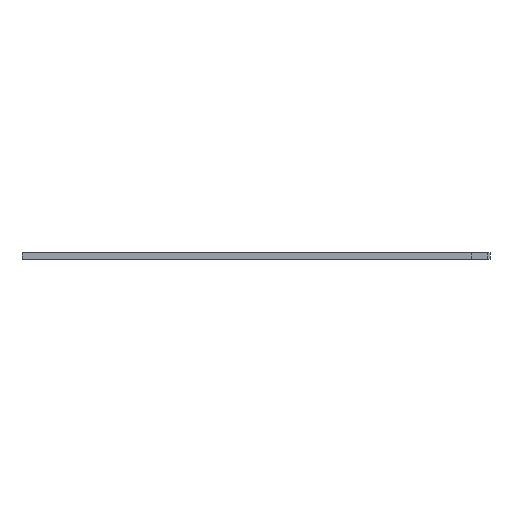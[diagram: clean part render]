
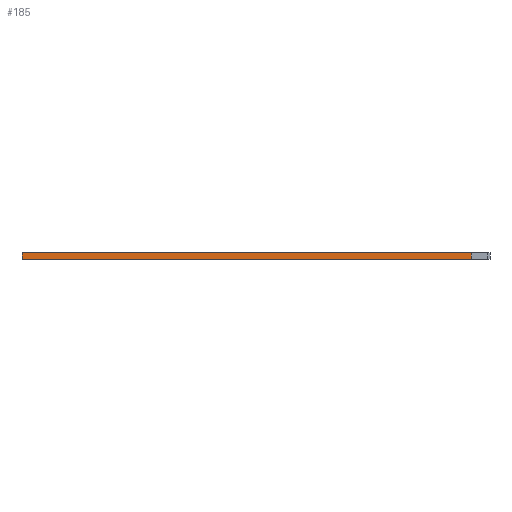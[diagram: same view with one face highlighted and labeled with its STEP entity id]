
A CAD part, left-side view. The second image highlights one B-rep face of the part: STEP entity #185.
In plain terms, the highlighted planar face has unit normal (-1, 0, 0).
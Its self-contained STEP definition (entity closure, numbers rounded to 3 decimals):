
#15 = CARTESIAN_POINT ( 'NONE',  ( -9.755, -7., -1.634 ) ) ;
#34 = PLANE ( 'NONE',  #1616 ) ;
#42 = VECTOR ( 'NONE', #678, 1000. ) ;
#95 = ORIENTED_EDGE ( 'NONE', *, *, #1680, .T. ) ;
#185 = ADVANCED_FACE ( 'NONE', ( #1320 ), #34, .T. ) ;
#188 = VERTEX_POINT ( 'NONE', #15 ) ;
#229 = DIRECTION ( 'NONE',  ( 0., 0., 1. ) ) ;
#258 = LINE ( 'NONE', #1617, #995 ) ;
#338 = CARTESIAN_POINT ( 'NONE',  ( -9.755, 99.655, 0. ) ) ;
#519 = ORIENTED_EDGE ( 'NONE', *, *, #1828, .T. ) ;
#549 = ORIENTED_EDGE ( 'NONE', *, *, #1979, .F. ) ;
#578 = CARTESIAN_POINT ( 'NONE',  ( -9.755, -7., 0. ) ) ;
#611 = VECTOR ( 'NONE', #1892, 1000. ) ;
#668 = LINE ( 'NONE', #1347, #693 ) ;
#678 = DIRECTION ( 'NONE',  ( 0., -1., 0. ) ) ;
#693 = VECTOR ( 'NONE', #229, 1000. ) ;
#752 = VERTEX_POINT ( 'NONE', #578 ) ;
#835 = ORIENTED_EDGE ( 'NONE', *, *, #1780, .F. ) ;
#944 = LINE ( 'NONE', #338, #42 ) ;
#981 = DIRECTION ( 'NONE',  ( 0., -1., 0. ) ) ;
#988 = CARTESIAN_POINT ( 'NONE',  ( -9.755, 99.655, -1.634 ) ) ;
#995 = VECTOR ( 'NONE', #981, 1000. ) ;
#1012 = EDGE_LOOP ( 'NONE', ( #835, #549, #95, #519 ) ) ;
#1154 = DIRECTION ( 'NONE',  ( -1., 0., 0. ) ) ;
#1205 = CARTESIAN_POINT ( 'NONE',  ( -9.755, 99.655, -1.634 ) ) ;
#1314 = LINE ( 'NONE', #1205, #611 ) ;
#1320 = FACE_OUTER_BOUND ( 'NONE', #1012, .T. ) ;
#1347 = CARTESIAN_POINT ( 'NONE',  ( -9.755, -7., -1.634 ) ) ;
#1466 = VERTEX_POINT ( 'NONE', #1808 ) ;
#1616 = AXIS2_PLACEMENT_3D ( 'NONE', #1664, #1154, #1795 ) ;
#1617 = CARTESIAN_POINT ( 'NONE',  ( -9.755, 99.655, -1.634 ) ) ;
#1664 = CARTESIAN_POINT ( 'NONE',  ( -9.755, 99.655, -1.634 ) ) ;
#1680 = EDGE_CURVE ( 'NONE', #1728, #188, #258, .T. ) ;
#1728 = VERTEX_POINT ( 'NONE', #988 ) ;
#1780 = EDGE_CURVE ( 'NONE', #1466, #752, #944, .T. ) ;
#1795 = DIRECTION ( 'NONE',  ( 0., 0., 1. ) ) ;
#1808 = CARTESIAN_POINT ( 'NONE',  ( -9.755, 99.655, 0. ) ) ;
#1828 = EDGE_CURVE ( 'NONE', #188, #752, #668, .T. ) ;
#1892 = DIRECTION ( 'NONE',  ( 0., 0., 1. ) ) ;
#1979 = EDGE_CURVE ( 'NONE', #1728, #1466, #1314, .T. ) ;
